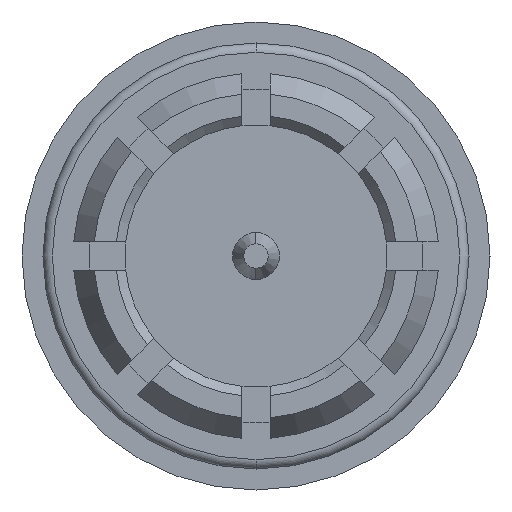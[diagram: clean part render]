
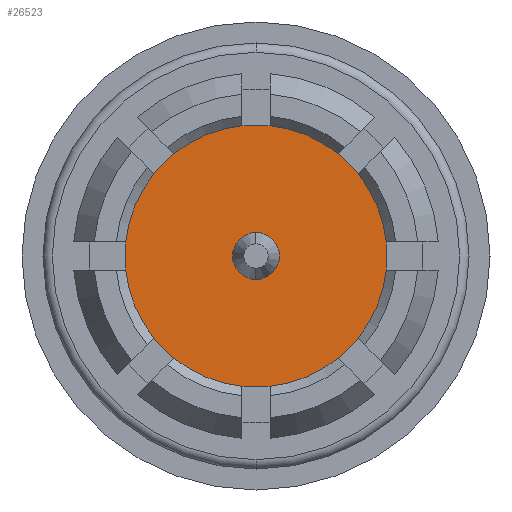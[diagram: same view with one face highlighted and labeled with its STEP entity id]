
A CAD part, left-side view. The second image highlights one B-rep face of the part: STEP entity #26523.
In plain terms, the highlighted planar face has unit normal (-1, 0, 0).
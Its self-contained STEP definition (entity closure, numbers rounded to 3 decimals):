
#9296=CARTESIAN_POINT('',(-4.15,0.,0.));
#9297=DIRECTION('',(-1.,0.,0.));
#9298=DIRECTION('',(0.,0.994,-0.107));
#9299=AXIS2_PLACEMENT_3D('',#9296,#9297,#9298);
#9301=CARTESIAN_POINT('',(-4.15,0.,0.));
#9302=DIRECTION('',(-1.,0.,0.));
#9303=DIRECTION('',(0.,0.779,0.627));
#9304=AXIS2_PLACEMENT_3D('',#9301,#9302,#9303);
#9306=CARTESIAN_POINT('',(-4.15,0.,0.));
#9307=DIRECTION('',(-1.,0.,0.));
#9308=DIRECTION('',(0.,0.627,0.779));
#9309=AXIS2_PLACEMENT_3D('',#9306,#9307,#9308);
#9311=CARTESIAN_POINT('',(-4.15,0.,0.));
#9312=DIRECTION('',(-1.,0.,0.));
#9313=DIRECTION('',(0.,0.107,0.994));
#9314=AXIS2_PLACEMENT_3D('',#9311,#9312,#9313);
#9316=CARTESIAN_POINT('',(-4.15,0.,0.));
#9317=DIRECTION('',(-1.,0.,0.));
#9318=DIRECTION('',(0.,-0.107,0.994));
#9319=AXIS2_PLACEMENT_3D('',#9316,#9317,#9318);
#9321=CARTESIAN_POINT('',(-4.15,0.,0.));
#9322=DIRECTION('',(-1.,0.,0.));
#9323=DIRECTION('',(0.,-0.627,0.779));
#9324=AXIS2_PLACEMENT_3D('',#9321,#9322,#9323);
#9326=CARTESIAN_POINT('',(-4.15,0.,0.));
#9327=DIRECTION('',(-1.,0.,0.));
#9328=DIRECTION('',(0.,-0.779,0.627));
#9329=AXIS2_PLACEMENT_3D('',#9326,#9327,#9328);
#9331=CARTESIAN_POINT('',(-4.15,0.,0.));
#9332=DIRECTION('',(-1.,0.,0.));
#9333=DIRECTION('',(0.,-0.994,0.107));
#9334=AXIS2_PLACEMENT_3D('',#9331,#9332,#9333);
#9336=CARTESIAN_POINT('',(-4.15,0.,0.));
#9337=DIRECTION('',(-1.,0.,0.));
#9338=DIRECTION('',(0.,-0.779,-0.627));
#9339=AXIS2_PLACEMENT_3D('',#9336,#9337,#9338);
#9341=CARTESIAN_POINT('',(-4.15,0.,0.));
#9342=DIRECTION('',(-1.,0.,0.));
#9343=DIRECTION('',(0.,-0.627,-0.779));
#9344=AXIS2_PLACEMENT_3D('',#9341,#9342,#9343);
#9346=CARTESIAN_POINT('',(-4.15,0.,0.));
#9347=DIRECTION('',(-1.,0.,0.));
#9348=DIRECTION('',(0.,-0.107,-0.994));
#9349=AXIS2_PLACEMENT_3D('',#9346,#9347,#9348);
#9351=CARTESIAN_POINT('',(-4.15,0.,0.));
#9352=DIRECTION('',(-1.,0.,0.));
#9353=DIRECTION('',(0.,0.107,-0.994));
#9354=AXIS2_PLACEMENT_3D('',#9351,#9352,#9353);
#9356=CARTESIAN_POINT('',(-4.15,0.,0.));
#9357=DIRECTION('',(-1.,0.,0.));
#9358=DIRECTION('',(0.,0.627,-0.779));
#9359=AXIS2_PLACEMENT_3D('',#9356,#9357,#9358);
#9361=CARTESIAN_POINT('',(-4.15,0.,0.));
#9362=DIRECTION('',(-1.,0.,0.));
#9363=DIRECTION('',(0.,0.779,-0.627));
#9364=AXIS2_PLACEMENT_3D('',#9361,#9362,#9363);
#9366=CARTESIAN_POINT('',(-4.15,0.,0.));
#9367=DIRECTION('',(1.,0.,0.));
#9368=DIRECTION('',(0.,0.,-1.));
#9369=AXIS2_PLACEMENT_3D('',#9366,#9367,#9368);
#9371=CARTESIAN_POINT('',(-4.15,0.,0.));
#9372=DIRECTION('',(1.,0.,0.));
#9373=DIRECTION('',(0.,0.,1.));
#9374=AXIS2_PLACEMENT_3D('',#9371,#9372,#9373);
#10005=CARTESIAN_POINT('',(-4.15,0.,0.));
#10006=DIRECTION('',(-1.,0.,0.));
#10007=DIRECTION('',(0.,-0.994,-0.107));
#10008=AXIS2_PLACEMENT_3D('',#10005,#10006,#10007);
#10407=CARTESIAN_POINT('',(-4.15,0.,0.));
#10408=DIRECTION('',(-1.,0.,0.));
#10409=DIRECTION('',(0.,0.994,0.107));
#10410=AXIS2_PLACEMENT_3D('',#10407,#10408,#10409);
#10915=CARTESIAN_POINT('',(-4.15,-0.15,-1.392));
#10917=VERTEX_POINT('',#10915);
#10919=CARTESIAN_POINT('',(-4.15,-0.878,-1.09));
#10921=VERTEX_POINT('',#10919);
#10923=CARTESIAN_POINT('',(-4.15,-1.09,-0.878));
#10925=VERTEX_POINT('',#10923);
#10927=CARTESIAN_POINT('',(-4.15,-1.392,-0.15));
#10929=VERTEX_POINT('',#10927);
#10931=CARTESIAN_POINT('',(-4.15,1.392,-0.15));
#10933=VERTEX_POINT('',#10931);
#10935=CARTESIAN_POINT('',(-4.15,1.09,-0.878));
#10937=VERTEX_POINT('',#10935);
#10939=CARTESIAN_POINT('',(-4.15,0.878,-1.09));
#10941=VERTEX_POINT('',#10939);
#10943=CARTESIAN_POINT('',(-4.15,0.15,-1.392));
#10945=VERTEX_POINT('',#10943);
#10947=CARTESIAN_POINT('',(-4.15,-1.392,0.15));
#10949=VERTEX_POINT('',#10947);
#10951=CARTESIAN_POINT('',(-4.15,-1.09,0.878));
#10953=VERTEX_POINT('',#10951);
#10955=CARTESIAN_POINT('',(-4.15,-0.878,1.09));
#10957=VERTEX_POINT('',#10955);
#10959=CARTESIAN_POINT('',(-4.15,-0.15,1.392));
#10961=VERTEX_POINT('',#10959);
#10963=CARTESIAN_POINT('',(-4.15,0.15,1.392));
#10965=VERTEX_POINT('',#10963);
#10967=CARTESIAN_POINT('',(-4.15,0.878,1.09));
#10969=VERTEX_POINT('',#10967);
#10971=CARTESIAN_POINT('',(-4.15,1.09,0.878));
#10973=VERTEX_POINT('',#10971);
#10975=CARTESIAN_POINT('',(-4.15,1.392,0.15));
#10977=VERTEX_POINT('',#10975);
#12184=CARTESIAN_POINT('',(-4.15,0.,-0.25));
#12185=CARTESIAN_POINT('',(-4.15,0.,0.25));
#12186=VERTEX_POINT('',#12184);
#12187=VERTEX_POINT('',#12185);
#26479=CARTESIAN_POINT('',(-4.15,0.,0.));
#26480=DIRECTION('',(-1.,0.,0.));
#26481=DIRECTION('',(0.,1.,0.));
#26482=AXIS2_PLACEMENT_3D('',#26479,#26480,#26481);
#26483=PLANE('',#26482);
#26485=ORIENTED_EDGE('',*,*,#26484,.F.);
#26487=ORIENTED_EDGE('',*,*,#26486,.F.);
#26489=ORIENTED_EDGE('',*,*,#26488,.F.);
#26491=ORIENTED_EDGE('',*,*,#26490,.F.);
#26493=ORIENTED_EDGE('',*,*,#26492,.F.);
#26494=ORIENTED_EDGE('',*,*,#26470,.F.);
#26496=ORIENTED_EDGE('',*,*,#26495,.F.);
#26498=ORIENTED_EDGE('',*,*,#26497,.F.);
#26500=ORIENTED_EDGE('',*,*,#26499,.F.);
#26502=ORIENTED_EDGE('',*,*,#26501,.F.);
#26504=ORIENTED_EDGE('',*,*,#26503,.F.);
#26506=ORIENTED_EDGE('',*,*,#26505,.F.);
#26508=ORIENTED_EDGE('',*,*,#26507,.F.);
#26510=ORIENTED_EDGE('',*,*,#26509,.F.);
#26512=ORIENTED_EDGE('',*,*,#26511,.F.);
#26514=ORIENTED_EDGE('',*,*,#26513,.F.);
#26515=EDGE_LOOP('',(#26485,#26487,#26489,#26491,#26493,#26494,#26496,#26498,
#26500,#26502,#26504,#26506,#26508,#26510,#26512,#26514));
#26516=FACE_OUTER_BOUND('',#26515,.F.);
#26518=ORIENTED_EDGE('',*,*,#26517,.F.);
#26520=ORIENTED_EDGE('',*,*,#26519,.F.);
#26521=EDGE_LOOP('',(#26518,#26520));
#26522=FACE_BOUND('',#26521,.F.);
#9300=CIRCLE('',#9299,1.4);
#9305=CIRCLE('',#9304,1.4);
#9310=CIRCLE('',#9309,1.4);
#9315=CIRCLE('',#9314,1.4);
#9320=CIRCLE('',#9319,1.4);
#9325=CIRCLE('',#9324,1.4);
#9330=CIRCLE('',#9329,1.4);
#9335=CIRCLE('',#9334,1.4);
#9340=CIRCLE('',#9339,1.4);
#9345=CIRCLE('',#9344,1.4);
#9350=CIRCLE('',#9349,1.4);
#9355=CIRCLE('',#9354,1.4);
#9360=CIRCLE('',#9359,1.4);
#9365=CIRCLE('',#9364,1.4);
#9370=CIRCLE('',#9369,0.25);
#9375=CIRCLE('',#9374,0.25);
#10009=CIRCLE('',#10008,1.4);
#10411=CIRCLE('',#10410,1.4);
#26470=EDGE_CURVE('',#10961,#10965,#9320,.T.);
#26484=EDGE_CURVE('',#10933,#10937,#9300,.T.);
#26486=EDGE_CURVE('',#10977,#10933,#10411,.T.);
#26488=EDGE_CURVE('',#10973,#10977,#9305,.T.);
#26490=EDGE_CURVE('',#10969,#10973,#9310,.T.);
#26492=EDGE_CURVE('',#10965,#10969,#9315,.T.);
#26495=EDGE_CURVE('',#10957,#10961,#9325,.T.);
#26497=EDGE_CURVE('',#10953,#10957,#9330,.T.);
#26499=EDGE_CURVE('',#10949,#10953,#9335,.T.);
#26501=EDGE_CURVE('',#10929,#10949,#10009,.T.);
#26503=EDGE_CURVE('',#10925,#10929,#9340,.T.);
#26505=EDGE_CURVE('',#10921,#10925,#9345,.T.);
#26507=EDGE_CURVE('',#10917,#10921,#9350,.T.);
#26509=EDGE_CURVE('',#10945,#10917,#9355,.T.);
#26511=EDGE_CURVE('',#10941,#10945,#9360,.T.);
#26513=EDGE_CURVE('',#10937,#10941,#9365,.T.);
#26517=EDGE_CURVE('',#12186,#12187,#9370,.T.);
#26519=EDGE_CURVE('',#12187,#12186,#9375,.T.);
#26523=ADVANCED_FACE('',(#26516,#26522),#26483,.T.);
